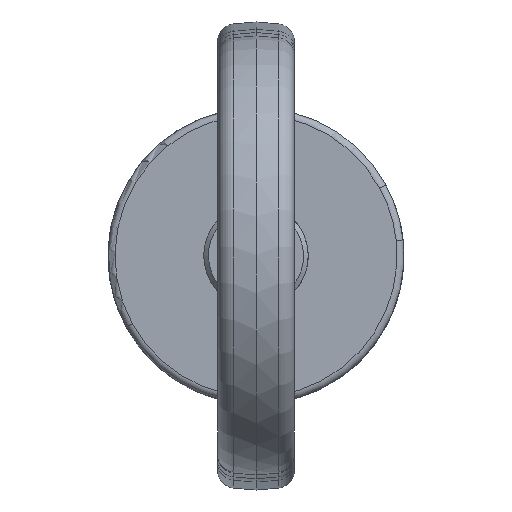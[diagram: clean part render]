
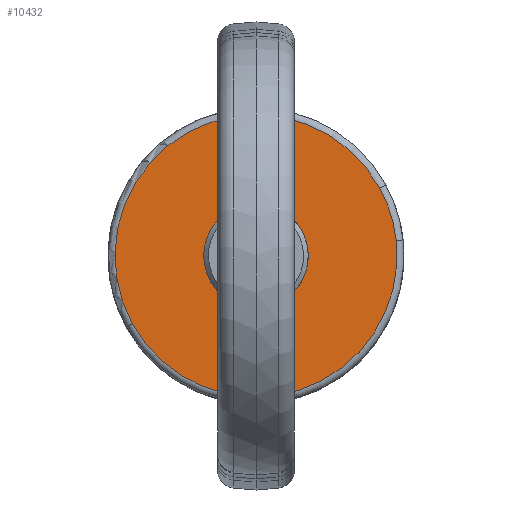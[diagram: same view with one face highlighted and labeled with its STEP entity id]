
A CAD part, top view. The second image highlights one B-rep face of the part: STEP entity #10432.
In plain terms, the highlighted planar face has unit normal (0, 0, 1).
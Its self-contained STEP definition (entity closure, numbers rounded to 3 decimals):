
#10299=CARTESIAN_POINT('Vertex',(40.261,4.397,-91.3)) ;
#10302=CARTESIAN_POINT('Axis2P3D Location',(0.,0.,-91.3)) ;
#10306=CARTESIAN_POINT('Vertex',(-35.542,-19.417,-91.3)) ;
#10330=CARTESIAN_POINT('Vertex',(35.542,19.417,-91.3)) ;
#10333=CARTESIAN_POINT('Axis2P3D Location',(0.,0.,-91.3)) ;
#10350=CARTESIAN_POINT('Axis2P3D Location',(0.,0.,-91.3)) ;
#10362=CARTESIAN_POINT('Axis2P3D Location',(42.5,0.,-91.3)) ;
#10373=CARTESIAN_POINT('Control Point',(-7.191,-13.164,-91.3)) ;
#10374=CARTESIAN_POINT('Control Point',(-8.523,-12.436,-91.3)) ;
#10375=CARTESIAN_POINT('Control Point',(-9.763,-11.54,-91.3)) ;
#10376=CARTESIAN_POINT('Control Point',(-10.883,-10.491,-91.3)) ;
#10377=CARTESIAN_POINT('Control Point',(-12.832,-8.132,-91.3)) ;
#10378=CARTESIAN_POINT('Control Point',(-14.133,-5.362,-91.3)) ;
#10379=CARTESIAN_POINT('Control Point',(-14.604,-3.902,-91.3)) ;
#10380=CARTESIAN_POINT('Control Point',(-15.166,-0.894,-91.3)) ;
#10381=CARTESIAN_POINT('Control Point',(-14.961,2.159,-91.3)) ;
#10382=CARTESIAN_POINT('Control Point',(-14.665,3.665,-91.3)) ;
#10383=CARTESIAN_POINT('Control Point',(-13.699,6.568,-91.3)) ;
#10384=CARTESIAN_POINT('Control Point',(-12.04,9.14,-91.3)) ;
#10385=CARTESIAN_POINT('Control Point',(-11.051,10.313,-91.3)) ;
#10386=CARTESIAN_POINT('Control Point',(-8.799,12.384,-91.3)) ;
#10387=CARTESIAN_POINT('Control Point',(-6.102,13.83,-91.3)) ;
#10388=CARTESIAN_POINT('Control Point',(-4.668,14.377,-91.3)) ;
#10389=CARTESIAN_POINT('Control Point',(-1.694,15.097,-91.3)) ;
#10390=CARTESIAN_POINT('Control Point',(1.365,15.054,-91.3)) ;
#10391=CARTESIAN_POINT('Control Point',(2.884,14.838,-91.3)) ;
#10392=CARTESIAN_POINT('Control Point',(4.668,14.348,-91.3)) ;
#10393=CARTESIAN_POINT('Control Point',(6.344,13.598,-91.3)) ;
#10394=CARTESIAN_POINT('Control Point',(6.63,13.461,-91.3)) ;
#10395=CARTESIAN_POINT('Control Point',(6.913,13.316,-91.3)) ;
#10396=CARTESIAN_POINT('Control Point',(7.191,13.164,-91.3)) ;
#10397=CARTESIAN_POINT('Vertex',(-7.191,-13.164,-91.3)) ;
#10399=CARTESIAN_POINT('Vertex',(7.191,13.164,-91.3)) ;
#10403=CARTESIAN_POINT('Control Point',(7.191,13.164,-91.3)) ;
#10404=CARTESIAN_POINT('Control Point',(8.523,12.436,-91.3)) ;
#10405=CARTESIAN_POINT('Control Point',(9.763,11.54,-91.3)) ;
#10406=CARTESIAN_POINT('Control Point',(10.883,10.491,-91.3)) ;
#10407=CARTESIAN_POINT('Control Point',(12.832,8.132,-91.3)) ;
#10408=CARTESIAN_POINT('Control Point',(14.133,5.362,-91.3)) ;
#10409=CARTESIAN_POINT('Control Point',(14.604,3.902,-91.3)) ;
#10410=CARTESIAN_POINT('Control Point',(15.166,0.894,-91.3)) ;
#10411=CARTESIAN_POINT('Control Point',(14.961,-2.159,-91.3)) ;
#10412=CARTESIAN_POINT('Control Point',(14.665,-3.665,-91.3)) ;
#10413=CARTESIAN_POINT('Control Point',(13.699,-6.568,-91.3)) ;
#10414=CARTESIAN_POINT('Control Point',(12.04,-9.14,-91.3)) ;
#10415=CARTESIAN_POINT('Control Point',(11.051,-10.313,-91.3)) ;
#10416=CARTESIAN_POINT('Control Point',(8.799,-12.384,-91.3)) ;
#10417=CARTESIAN_POINT('Control Point',(6.102,-13.83,-91.3)) ;
#10418=CARTESIAN_POINT('Control Point',(4.668,-14.377,-91.3)) ;
#10419=CARTESIAN_POINT('Control Point',(1.694,-15.097,-91.3)) ;
#10420=CARTESIAN_POINT('Control Point',(-1.365,-15.054,-91.3)) ;
#10421=CARTESIAN_POINT('Control Point',(-2.884,-14.838,-91.3)) ;
#10422=CARTESIAN_POINT('Control Point',(-4.668,-14.348,-91.3)) ;
#10423=CARTESIAN_POINT('Control Point',(-6.344,-13.598,-91.3)) ;
#10424=CARTESIAN_POINT('Control Point',(-6.63,-13.461,-91.3)) ;
#10425=CARTESIAN_POINT('Control Point',(-6.913,-13.316,-91.3)) ;
#10426=CARTESIAN_POINT('Control Point',(-7.191,-13.164,-91.3)) ;
#10303=DIRECTION('Axis2P3D Direction',(0.,0.,1.)) ;
#10334=DIRECTION('Axis2P3D Direction',(0.,-0.,1.)) ;
#10351=DIRECTION('Axis2P3D Direction',(-0.,0.,1.)) ;
#10363=DIRECTION('Axis2P3D Direction',(0.,0.,1.)) ;
#10364=DIRECTION('Axis2P3D XDirection',(1.,0.,0.)) ;
#10304=AXIS2_PLACEMENT_3D('Circle Axis2P3D',#10302,#10303,$) ;
#10335=AXIS2_PLACEMENT_3D('Circle Axis2P3D',#10333,#10334,$) ;
#10352=AXIS2_PLACEMENT_3D('Circle Axis2P3D',#10350,#10351,$) ;
#10365=AXIS2_PLACEMENT_3D('Plane Axis2P3D',#10362,#10363,#10364) ;
#10368=ORIENTED_EDGE('',*,*,#10308,.T.) ;
#10369=ORIENTED_EDGE('',*,*,#10337,.T.) ;
#10370=ORIENTED_EDGE('',*,*,#10354,.T.) ;
#10429=ORIENTED_EDGE('',*,*,#10401,.T.) ;
#10430=ORIENTED_EDGE('',*,*,#10427,.T.) ;
#10431=FACE_BOUND('',#10428,.T.) ;
#10432=ADVANCED_FACE('\X2\672C9AD4\X0\.2',(#10371,#10431),#10366,.T.) ;
#10372=B_SPLINE_CURVE_WITH_KNOTS('',5,(#10373,#10374,#10375,#10376,#10377,#10378,#10379,#10380,#10381,#10382,#10383,#10384,#10385,#10386,#10387,#10388,#10389,#10390,#10391,#10392,#10393,#10394,#10395,#10396),.UNSPECIFIED.,.F.,.U.,(6,3,3,3,3,3,3,6),(0.,10.733,21.466,32.199,42.932,53.665,64.398,66.642),.UNSPECIFIED.) ;
#10402=B_SPLINE_CURVE_WITH_KNOTS('',5,(#10403,#10404,#10405,#10406,#10407,#10408,#10409,#10410,#10411,#10412,#10413,#10414,#10415,#10416,#10417,#10418,#10419,#10420,#10421,#10422,#10423,#10424,#10425,#10426),.UNSPECIFIED.,.F.,.U.,(6,3,3,3,3,3,3,6),(0.,10.733,21.466,32.199,42.932,53.665,64.398,66.642),.UNSPECIFIED.) ;
#10305=CIRCLE('generated circle',#10304,40.5) ;
#10336=CIRCLE('generated circle',#10335,40.5) ;
#10353=CIRCLE('generated circle',#10352,40.5) ;
#10308=EDGE_CURVE('',#10307,#10300,#10305,.T.) ;
#10337=EDGE_CURVE('',#10300,#10331,#10336,.T.) ;
#10354=EDGE_CURVE('',#10331,#10307,#10353,.T.) ;
#10401=EDGE_CURVE('',#10398,#10400,#10372,.T.) ;
#10427=EDGE_CURVE('',#10400,#10398,#10402,.T.) ;
#10367=EDGE_LOOP('',(#10368,#10369,#10370)) ;
#10428=EDGE_LOOP('',(#10429,#10430)) ;
#10371=FACE_OUTER_BOUND('',#10367,.T.) ;
#10366=PLANE('',#10365) ;
#10300=VERTEX_POINT('',#10299) ;
#10307=VERTEX_POINT('',#10306) ;
#10331=VERTEX_POINT('',#10330) ;
#10398=VERTEX_POINT('',#10397) ;
#10400=VERTEX_POINT('',#10399) ;
